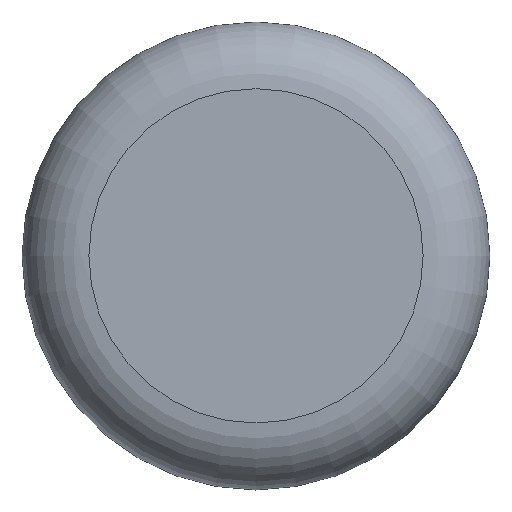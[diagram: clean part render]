
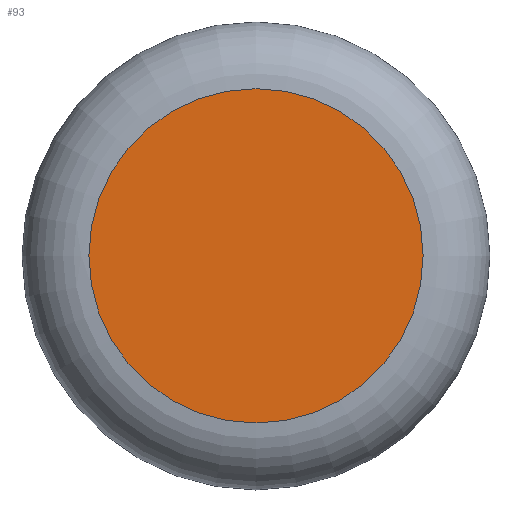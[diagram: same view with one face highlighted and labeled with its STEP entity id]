
A CAD part, top view. The second image highlights one B-rep face of the part: STEP entity #93.
In plain terms, the highlighted planar face has unit normal (0, 0, 1).
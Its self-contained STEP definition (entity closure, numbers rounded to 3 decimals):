
#93=ADVANCED_FACE('',(#172),#174,.T.);
#172=FACE_BOUND('',#173,.T.);
#173=EDGE_LOOP('',(#215));
#174=PLANE('',#175);
#175=AXIS2_PLACEMENT_3D('',#176,#177,#178);
#176=CARTESIAN_POINT('',(0.,0.,0.));
#177=DIRECTION('',(0.,0.,1.));
#178=DIRECTION('',(-1.,0.,0.));
#215=ORIENTED_EDGE('',*,*,#228,.T.);
#228=EDGE_CURVE('',#242,#242,#243,.T.);
#242=VERTEX_POINT('',#276);
#243=CIRCLE('',#277,5.);
#276=CARTESIAN_POINT('',(-5.,0.,0.));
#277=AXIS2_PLACEMENT_3D('',#278,#279,#280);
#278=CARTESIAN_POINT('',(0.,0.,0.));
#279=DIRECTION('',(0.,0.,1.));
#280=DIRECTION('',(-1.,0.,0.));
